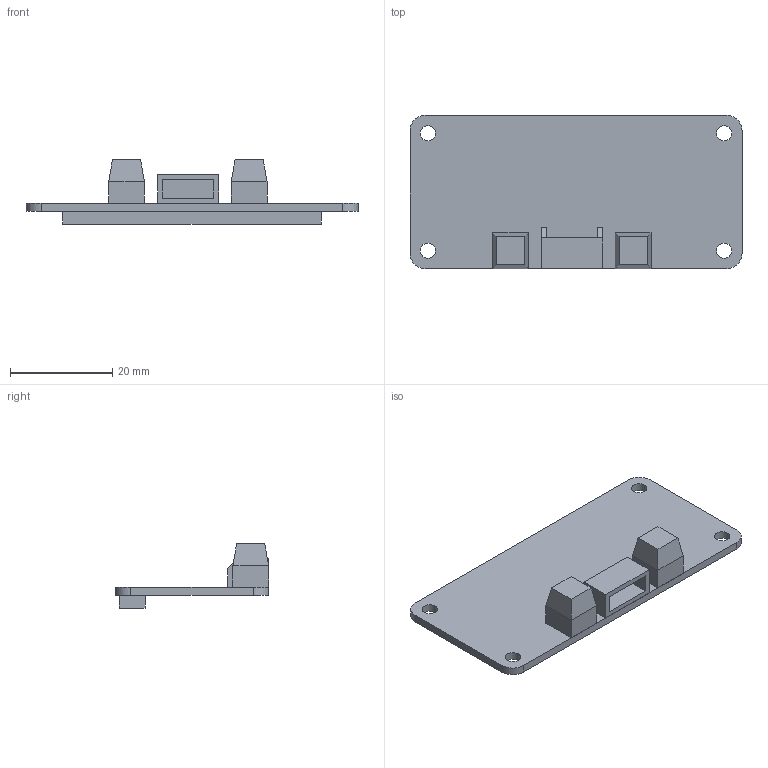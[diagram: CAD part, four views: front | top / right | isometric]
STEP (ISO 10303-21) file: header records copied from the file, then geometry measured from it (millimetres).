
FILE_DESCRIPTION(/* description */ (''),/* implementation_level */ '2;1');
FILE_NAME(/* name */ '3346 Adafruit Speaker Bonnet for Pi.step',/* time_stamp */ '2018-07-07T15:45:57-04:00',/* author */ ('Adafruit'),/* organization */ (''),/* preprocessor_version */ 'ST-DEVELOPER v17',/* originating_system */ 'Autodesk Translation Framework v7.1.0.215',/* authorisation */ '');
FILE_SCHEMA (('AUTOMOTIVE_DESIGN { 1 0 10303 214 3 1 1 }'));
Length unit declared in the file: millimetre
Products named in the file (1): Adafruit Speaker Bonnet for Pi
Bounding box: 65 x 30 x 12.6 mm (x, y, z)
Volume: 4685.9 mm3; surface area: 6103.6 mm2
Topology: 5 solids, 5 shells, 57 faces, 128 edges, 82 vertices
Faces by surface type: plane 49, cylinder 8
Full cylindrical faces by diameter (mm): 3 x4
Entity records: 1603 total; most frequent: CARTESIAN_POINT 268, DIRECTION 260, ORIENTED_EDGE 256, EDGE_CURVE 128, LINE 112, VECTOR 112, VERTEX_POINT 82, AXIS2_PLACEMENT_3D 74
